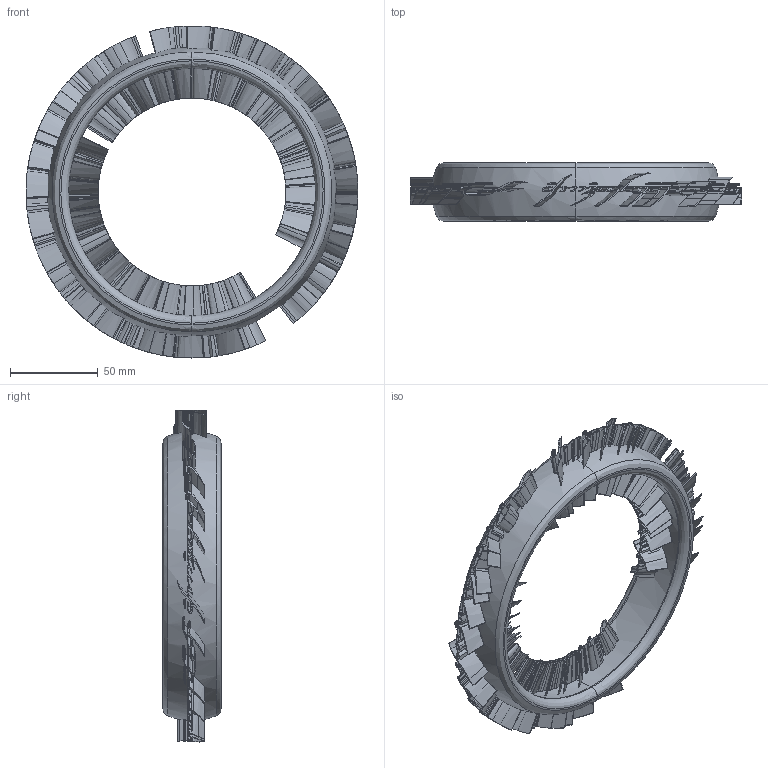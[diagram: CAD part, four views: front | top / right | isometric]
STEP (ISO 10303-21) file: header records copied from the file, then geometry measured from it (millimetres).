
FILE_DESCRIPTION(('FreeCAD Model'),'2;1');
FILE_NAME('Open CASCADE Shape Model','2025-05-04T12:18:15',('FreeCAD'),( 'FreeCAD'),'Open CASCADE STEP processor 7.6','FreeCAD','Unknown');
FILE_SCHEMA(('AUTOMOTIVE_DESIGN { 1 0 10303 214 1 1 1 1 }'));
Products named in the file (1): Open CASCADE STEP translator 7.6 1
Bounding box: 189.51 x 33.16 x 189.51 mm (x, y, z)
Volume: 174212.3 mm3; surface area: 212210.6 mm2
Topology: 46 solids, 46 shells, 4863 faces, 13884 edges, 9252 vertices
Faces by surface type: bspline 4863
Entity records: 509992 total; most frequent: CARTESIAN_POINT 425741, ORIENTED_EDGE 27768, EDGE_CURVE 13884, B_SPLINE_CURVE_WITH_KNOTS 13343, VERTEX_POINT 9252, FACE_BOUND 5230, EDGE_LOOP 5230, ADVANCED_FACE 4863
